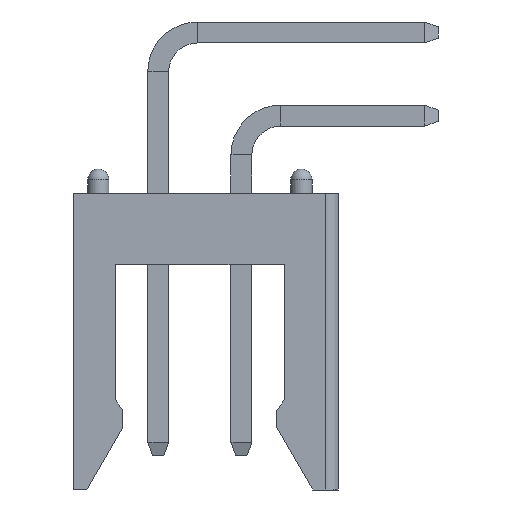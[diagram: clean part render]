
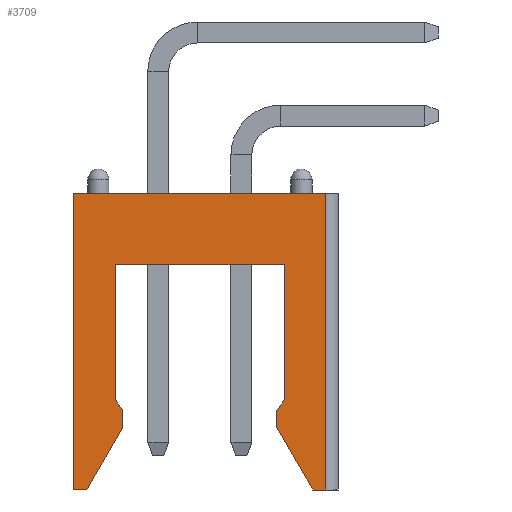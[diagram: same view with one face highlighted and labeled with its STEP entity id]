
A CAD part, left-side view. The second image highlights one B-rep face of the part: STEP entity #3709.
In plain terms, the highlighted planar face has unit normal (-1, 0, 0).
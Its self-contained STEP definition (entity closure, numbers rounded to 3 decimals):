
#56 = VERTEX_POINT ( 'NONE', #3122 ) ;
#110 = VECTOR ( 'NONE', #3228, 1000. ) ;
#115 = VECTOR ( 'NONE', #2288, 1000. ) ;
#179 = CARTESIAN_POINT ( 'NONE',  ( -3.81, 2.995, -2.35 ) ) ;
#291 = DIRECTION ( 'NONE',  ( 0., 0.866, 0.5 ) ) ;
#296 = LINE ( 'NONE', #1816, #1797 ) ;
#325 = ORIENTED_EDGE ( 'NONE', *, *, #1448, .F. ) ;
#382 = CARTESIAN_POINT ( 'NONE',  ( -3.81, 4.9, -3.85 ) ) ;
#397 = CARTESIAN_POINT ( 'NONE',  ( -3.81, 2.145, 2.58 ) ) ;
#405 = VECTOR ( 'NONE', #1941, 1000. ) ;
#484 = VERTEX_POINT ( 'NONE', #2436 ) ;
#490 = CARTESIAN_POINT ( 'NONE',  ( -3.81, 2.473, 2.35 ) ) ;
#593 = CARTESIAN_POINT ( 'NONE',  ( -3.81, -1.98, 2.58 ) ) ;
#658 = ORIENTED_EDGE ( 'NONE', *, *, #2208, .F. ) ;
#659 = CARTESIAN_POINT ( 'NONE',  ( -3.81, 2.473, -2.35 ) ) ;
#712 = CARTESIAN_POINT ( 'NONE',  ( -3.81, 4.9, -3.45 ) ) ;
#776 = DIRECTION ( 'NONE',  ( 0., 0., 1. ) ) ;
#800 = CARTESIAN_POINT ( 'NONE',  ( -3.81, 4.9, 3.85 ) ) ;
#814 = CARTESIAN_POINT ( 'NONE',  ( -3.81, 2.995, 2.35 ) ) ;
#818 = VERTEX_POINT ( 'NONE', #2234 ) ;
#827 = EDGE_CURVE ( 'NONE', #1201, #3472, #1292, .T. ) ;
#856 = CARTESIAN_POINT ( 'NONE',  ( -3.81, 4.9, 3.45 ) ) ;
#877 = EDGE_CURVE ( 'NONE', #1205, #2328, #1146, .T. ) ;
#879 = EDGE_CURVE ( 'NONE', #2492, #1665, #3670, .T. ) ;
#948 = VERTEX_POINT ( 'NONE', #382 ) ;
#981 = CARTESIAN_POINT ( 'NONE',  ( -3.81, 4.9, -3.85 ) ) ;
#996 = EDGE_CURVE ( 'NONE', #818, #1205, #3296, .T. ) ;
#1092 = VECTOR ( 'NONE', #3511, 1000. ) ;
#1109 = DIRECTION ( 'NONE',  ( 0., -1., 0. ) ) ;
#1123 = LINE ( 'NONE', #814, #3034 ) ;
#1140 = LINE ( 'NONE', #981, #1092 ) ;
#1146 = LINE ( 'NONE', #1659, #110 ) ;
#1173 = LINE ( 'NONE', #3029, #3999 ) ;
#1201 = VERTEX_POINT ( 'NONE', #3366 ) ;
#1205 = VERTEX_POINT ( 'NONE', #800 ) ;
#1219 = ORIENTED_EDGE ( 'NONE', *, *, #3071, .F. ) ;
#1263 = ORIENTED_EDGE ( 'NONE', *, *, #3106, .F. ) ;
#1270 = ORIENTED_EDGE ( 'NONE', *, *, #879, .F. ) ;
#1292 = LINE ( 'NONE', #659, #405 ) ;
#1325 = LINE ( 'NONE', #490, #2305 ) ;
#1363 = LINE ( 'NONE', #3609, #2140 ) ;
#1409 = VERTEX_POINT ( 'NONE', #593 ) ;
#1448 = EDGE_CURVE ( 'NONE', #948, #2492, #1140, .T. ) ;
#1494 = DIRECTION ( 'NONE',  ( 0., 0., -1. ) ) ;
#1517 = CARTESIAN_POINT ( 'NONE',  ( -3.81, 4.9, -3.45 ) ) ;
#1636 = FACE_OUTER_BOUND ( 'NONE', #1717, .T. ) ;
#1659 = CARTESIAN_POINT ( 'NONE',  ( -3.81, -4.15, 3.85 ) ) ;
#1665 = VERTEX_POINT ( 'NONE', #179 ) ;
#1681 = CARTESIAN_POINT ( 'NONE',  ( -3.81, 2.995, 2.35 ) ) ;
#1693 = VECTOR ( 'NONE', #291, 1000. ) ;
#1717 = EDGE_LOOP ( 'NONE', ( #3870, #2793, #3406, #1263, #3448, #2824, #3138, #2058, #1917, #1219, #1270, #325, #2928, #658 ) ) ;
#1752 = CARTESIAN_POINT ( 'NONE',  ( -3.81, 2.145, -2.58 ) ) ;
#1759 = DIRECTION ( 'NONE',  ( 0., 1., 0. ) ) ;
#1797 = VECTOR ( 'NONE', #1494, 1000. ) ;
#1804 = EDGE_CURVE ( 'NONE', #3193, #818, #3618, .T. ) ;
#1816 = CARTESIAN_POINT ( 'NONE',  ( -3.81, -4.15, -3.85 ) ) ;
#1863 = CARTESIAN_POINT ( 'NONE',  ( -3.81, 0., 0. ) ) ;
#1917 = ORIENTED_EDGE ( 'NONE', *, *, #827, .F. ) ;
#1937 = EDGE_CURVE ( 'NONE', #1409, #484, #3390, .T. ) ;
#1941 = DIRECTION ( 'NONE',  ( 0., -0.819, -0.574 ) ) ;
#2028 = EDGE_CURVE ( 'NONE', #3472, #2130, #3243, .T. ) ;
#2058 = ORIENTED_EDGE ( 'NONE', *, *, #2028, .F. ) ;
#2071 = DIRECTION ( 'NONE',  ( 0., 0., 1. ) ) ;
#2094 = DIRECTION ( 'NONE',  ( 0., 0.819, -0.574 ) ) ;
#2107 = VECTOR ( 'NONE', #2972, 1000. ) ;
#2130 = VERTEX_POINT ( 'NONE', #3052 ) ;
#2140 = VECTOR ( 'NONE', #2687, 1000. ) ;
#2185 = DIRECTION ( 'NONE',  ( 0., 0., 1. ) ) ;
#2208 = EDGE_CURVE ( 'NONE', #2328, #2669, #296, .T. ) ;
#2234 = CARTESIAN_POINT ( 'NONE',  ( -3.81, 4.9, 3.45 ) ) ;
#2288 = DIRECTION ( 'NONE',  ( 0., -0.866, 0.5 ) ) ;
#2305 = VECTOR ( 'NONE', #2094, 1000. ) ;
#2328 = VERTEX_POINT ( 'NONE', #2583 ) ;
#2436 = CARTESIAN_POINT ( 'NONE',  ( -3.81, 2.145, 2.58 ) ) ;
#2462 = VECTOR ( 'NONE', #776, 1000. ) ;
#2492 = VERTEX_POINT ( 'NONE', #1517 ) ;
#2583 = CARTESIAN_POINT ( 'NONE',  ( -3.81, -4.15, 3.85 ) ) ;
#2669 = VERTEX_POINT ( 'NONE', #3505 ) ;
#2672 = CARTESIAN_POINT ( 'NONE',  ( -3.81, 4.9, 3.85 ) ) ;
#2687 = DIRECTION ( 'NONE',  ( 0., 1., 0. ) ) ;
#2704 = DIRECTION ( 'NONE',  ( 0., -1., 0. ) ) ;
#2787 = CARTESIAN_POINT ( 'NONE',  ( -3.81, 2.145, -2.58 ) ) ;
#2793 = ORIENTED_EDGE ( 'NONE', *, *, #996, .F. ) ;
#2824 = ORIENTED_EDGE ( 'NONE', *, *, #1937, .F. ) ;
#2928 = ORIENTED_EDGE ( 'NONE', *, *, #4011, .F. ) ;
#2972 = DIRECTION ( 'NONE',  ( 0., 1., 0. ) ) ;
#3029 = CARTESIAN_POINT ( 'NONE',  ( -3.81, 2.995, -2.35 ) ) ;
#3031 = EDGE_CURVE ( 'NONE', #2130, #1409, #3519, .T. ) ;
#3034 = VECTOR ( 'NONE', #1759, 1000. ) ;
#3052 = CARTESIAN_POINT ( 'NONE',  ( -3.81, -1.98, -2.58 ) ) ;
#3071 = EDGE_CURVE ( 'NONE', #1665, #1201, #1173, .T. ) ;
#3106 = EDGE_CURVE ( 'NONE', #56, #3193, #1123, .T. ) ;
#3122 = CARTESIAN_POINT ( 'NONE',  ( -3.81, 2.473, 2.35 ) ) ;
#3138 = ORIENTED_EDGE ( 'NONE', *, *, #3031, .F. ) ;
#3193 = VERTEX_POINT ( 'NONE', #1681 ) ;
#3228 = DIRECTION ( 'NONE',  ( 0., -1., 0. ) ) ;
#3243 = LINE ( 'NONE', #1752, #3961 ) ;
#3296 = LINE ( 'NONE', #2672, #2462 ) ;
#3330 = AXIS2_PLACEMENT_3D ( 'NONE', #1863, #4045, #2185 ) ;
#3366 = CARTESIAN_POINT ( 'NONE',  ( -3.81, 2.473, -2.35 ) ) ;
#3390 = LINE ( 'NONE', #397, #2107 ) ;
#3406 = ORIENTED_EDGE ( 'NONE', *, *, #1804, .F. ) ;
#3433 = PLANE ( 'NONE',  #3330 ) ;
#3448 = ORIENTED_EDGE ( 'NONE', *, *, #3477, .F. ) ;
#3472 = VERTEX_POINT ( 'NONE', #2787 ) ;
#3477 = EDGE_CURVE ( 'NONE', #484, #56, #1325, .T. ) ;
#3505 = CARTESIAN_POINT ( 'NONE',  ( -3.81, -4.15, -3.85 ) ) ;
#3511 = DIRECTION ( 'NONE',  ( 0., 0., 1. ) ) ;
#3519 = LINE ( 'NONE', #3989, #3816 ) ;
#3609 = CARTESIAN_POINT ( 'NONE',  ( -3.81, -4.15, -3.85 ) ) ;
#3618 = LINE ( 'NONE', #856, #1693 ) ;
#3670 = LINE ( 'NONE', #712, #115 ) ;
#3709 = ADVANCED_FACE ( 'NONE', ( #1636 ), #3433, .T. ) ;
#3816 = VECTOR ( 'NONE', #2071, 1000. ) ;
#3870 = ORIENTED_EDGE ( 'NONE', *, *, #877, .F. ) ;
#3961 = VECTOR ( 'NONE', #2704, 1000. ) ;
#3989 = CARTESIAN_POINT ( 'NONE',  ( -3.81, -1.98, 2.58 ) ) ;
#3999 = VECTOR ( 'NONE', #1109, 1000. ) ;
#4011 = EDGE_CURVE ( 'NONE', #2669, #948, #1363, .T. ) ;
#4045 = DIRECTION ( 'NONE',  ( -1., 0., 0. ) ) ;
